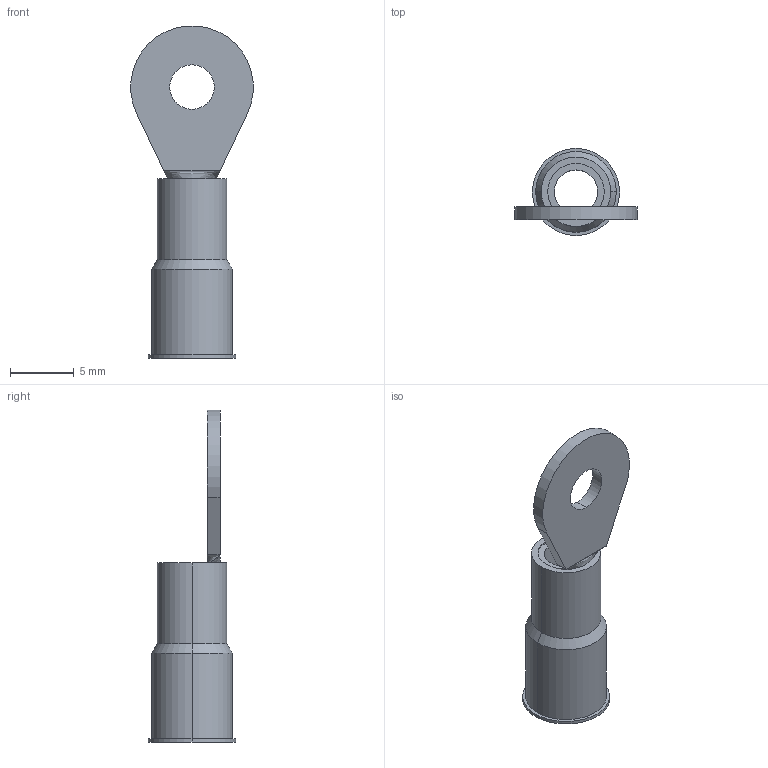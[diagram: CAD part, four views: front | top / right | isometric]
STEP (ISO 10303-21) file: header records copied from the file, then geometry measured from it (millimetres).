
FILE_DESCRIPTION (( 'STEP AP214' ), '1' );
FILE_NAME ('Ring_12-10AWG.step', '2018-12-19T16:49:04', ( '' ), ( '' ), 'SwSTEP 2.0', 'SolidWorks 2018', '' );
FILE_SCHEMA (( 'AUTOMOTIVE_DESIGN' ));
Length unit declared in the file: inch
Products named in the file (1): Ring_12-10AWG
Bounding box: 9.62 x 6.86 x 26.14 mm (x, y, z)
Volume: 243.6 mm3; surface area: 702.2 mm2
Topology: 1 solids, 1 shells, 35 faces, 83 edges, 52 vertices
Faces by surface type: cylinder 16, plane 11, cone 4, bspline 4
Entity records: 1414 total; most frequent: CARTESIAN_POINT 316, DIRECTION 176, ORIENTED_EDGE 166, EDGE_CURVE 83, AXIS2_PLACEMENT_3D 68, VERTEX_POINT 52, EDGE_LOOP 41, VECTOR 40
